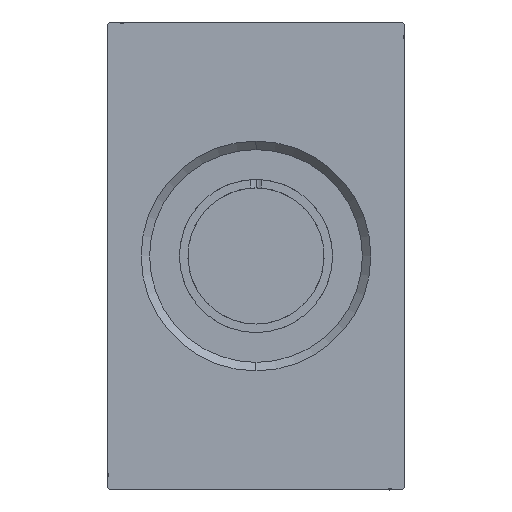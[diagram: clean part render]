
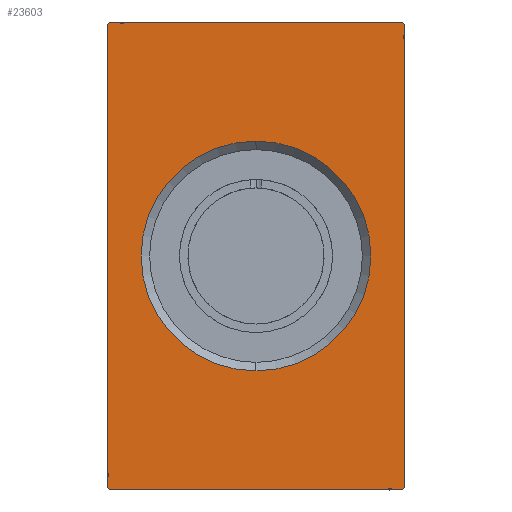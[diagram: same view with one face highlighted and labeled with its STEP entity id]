
A CAD part, left-side view. The second image highlights one B-rep face of the part: STEP entity #23603.
In plain terms, the highlighted planar face has unit normal (-1, 0, 0).
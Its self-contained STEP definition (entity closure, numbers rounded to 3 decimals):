
#1330 = LINE ( 'NONE', #26419, #40342 ) ;
#1732 = CARTESIAN_POINT ( 'NONE',  ( 0., -17.5, 27.2 ) ) ;
#2241 = DIRECTION ( 'NONE',  ( 0., 0., -1. ) ) ;
#2634 = VERTEX_POINT ( 'NONE', #1732 ) ;
#3013 = EDGE_LOOP ( 'NONE', ( #23029, #4305 ) ) ;
#3014 = VERTEX_POINT ( 'NONE', #7394 ) ;
#3075 = EDGE_CURVE ( 'NONE', #2634, #3014, #13092, .T. ) ;
#3305 = LINE ( 'NONE', #16053, #25900 ) ;
#4305 = ORIENTED_EDGE ( 'NONE', *, *, #33587, .T. ) ;
#4404 = EDGE_CURVE ( 'NONE', #14872, #16279, #8531, .T. ) ;
#5529 = CARTESIAN_POINT ( 'NONE',  ( 0., 17.2, -27.5 ) ) ;
#6047 = CARTESIAN_POINT ( 'NONE',  ( 0., 17.2, 27.5 ) ) ;
#6310 = CARTESIAN_POINT ( 'NONE',  ( 0., 17.5, 27.5 ) ) ;
#6616 = VERTEX_POINT ( 'NONE', #6047 ) ;
#6838 = VECTOR ( 'NONE', #40083, 1000. ) ;
#6898 = CIRCLE ( 'NONE', #10232, 13.5 ) ;
#7320 = VERTEX_POINT ( 'NONE', #14423 ) ;
#7394 = CARTESIAN_POINT ( 'NONE',  ( 0., -17.2, 27.5 ) ) ;
#7676 = ORIENTED_EDGE ( 'NONE', *, *, #12628, .F. ) ;
#8227 = DIRECTION ( 'NONE',  ( 0., 0., -1. ) ) ;
#8447 = DIRECTION ( 'NONE',  ( 1., 0., 0. ) ) ;
#8531 = LINE ( 'NONE', #11260, #6838 ) ;
#9036 = EDGE_CURVE ( 'NONE', #2634, #31270, #14382, .T. ) ;
#9762 = ORIENTED_EDGE ( 'NONE', *, *, #23472, .F. ) ;
#10232 = AXIS2_PLACEMENT_3D ( 'NONE', #11590, #8447, #24328 ) ;
#10313 = ORIENTED_EDGE ( 'NONE', *, *, #32101, .T. ) ;
#11260 = CARTESIAN_POINT ( 'NONE',  ( 0., 17.5, -27.5 ) ) ;
#11318 = LINE ( 'NONE', #30322, #31524 ) ;
#11590 = CARTESIAN_POINT ( 'NONE',  ( 0., 0., 0. ) ) ;
#12309 = CARTESIAN_POINT ( 'NONE',  ( 0., 17.5, 27.2 ) ) ;
#12372 = LINE ( 'NONE', #6310, #27767 ) ;
#12628 = EDGE_CURVE ( 'NONE', #6616, #3014, #12372, .T. ) ;
#13092 = LINE ( 'NONE', #13868, #20574 ) ;
#13427 = EDGE_CURVE ( 'NONE', #7320, #37308, #19086, .T. ) ;
#13526 = DIRECTION ( 'NONE',  ( 0., 0., -1. ) ) ;
#13868 = CARTESIAN_POINT ( 'NONE',  ( 0., -17.5, 27.2 ) ) ;
#14382 = LINE ( 'NONE', #39880, #37488 ) ;
#14423 = CARTESIAN_POINT ( 'NONE',  ( 0., 0., 13.5 ) ) ;
#14872 = VERTEX_POINT ( 'NONE', #39894 ) ;
#15228 = CARTESIAN_POINT ( 'NONE',  ( 0., -17.2, -27.5 ) ) ;
#15828 = PLANE ( 'NONE',  #25020 ) ;
#15856 = CARTESIAN_POINT ( 'NONE',  ( 0., 0., -13.5 ) ) ;
#16053 = CARTESIAN_POINT ( 'NONE',  ( 0., 17.2, 27.5 ) ) ;
#16279 = VERTEX_POINT ( 'NONE', #12309 ) ;
#19086 = CIRCLE ( 'NONE', #29115, 13.5 ) ;
#19377 = DIRECTION ( 'NONE',  ( 1., 0., 0. ) ) ;
#19949 = VERTEX_POINT ( 'NONE', #5529 ) ;
#20515 = VECTOR ( 'NONE', #37689, 1000. ) ;
#20574 = VECTOR ( 'NONE', #25840, 1000. ) ;
#22008 = CARTESIAN_POINT ( 'NONE',  ( 0., 17.5, -27.2 ) ) ;
#22251 = ORIENTED_EDGE ( 'NONE', *, *, #27041, .T. ) ;
#23029 = ORIENTED_EDGE ( 'NONE', *, *, #13427, .T. ) ;
#23135 = FACE_BOUND ( 'NONE', #3013, .T. ) ;
#23472 = EDGE_CURVE ( 'NONE', #33866, #19949, #1330, .T. ) ;
#23603 = ADVANCED_FACE ( 'NONE', ( #23135, #35483 ), #15828, .F. ) ;
#24328 = DIRECTION ( 'NONE',  ( 0., 0., -1. ) ) ;
#25020 = AXIS2_PLACEMENT_3D ( 'NONE', #25658, #19377, #13526 ) ;
#25234 = ORIENTED_EDGE ( 'NONE', *, *, #3075, .T. ) ;
#25658 = CARTESIAN_POINT ( 'NONE',  ( 0., 0., 0. ) ) ;
#25840 = DIRECTION ( 'NONE',  ( 0., 0.707, 0.707 ) ) ;
#25900 = VECTOR ( 'NONE', #41348, 1000. ) ;
#25921 = EDGE_CURVE ( 'NONE', #14872, #19949, #30806, .T. ) ;
#26419 = CARTESIAN_POINT ( 'NONE',  ( 0., -17.5, -27.5 ) ) ;
#27041 = EDGE_CURVE ( 'NONE', #6616, #16279, #3305, .T. ) ;
#27371 = ORIENTED_EDGE ( 'NONE', *, *, #9036, .F. ) ;
#27767 = VECTOR ( 'NONE', #31805, 1000. ) ;
#29115 = AXIS2_PLACEMENT_3D ( 'NONE', #30167, #34137, #8227 ) ;
#29370 = CARTESIAN_POINT ( 'NONE',  ( 0., -17.5, -27.2 ) ) ;
#30167 = CARTESIAN_POINT ( 'NONE',  ( 0., 0., 0. ) ) ;
#30322 = CARTESIAN_POINT ( 'NONE',  ( 0., -17.2, -27.5 ) ) ;
#30806 = LINE ( 'NONE', #22008, #20515 ) ;
#31270 = VERTEX_POINT ( 'NONE', #29370 ) ;
#31524 = VECTOR ( 'NONE', #33269, 1000. ) ;
#31805 = DIRECTION ( 'NONE',  ( 0., -1., 0. ) ) ;
#32101 = EDGE_CURVE ( 'NONE', #33866, #31270, #11318, .T. ) ;
#32497 = ORIENTED_EDGE ( 'NONE', *, *, #4404, .F. ) ;
#33269 = DIRECTION ( 'NONE',  ( 0., -0.707, 0.707 ) ) ;
#33587 = EDGE_CURVE ( 'NONE', #37308, #7320, #6898, .T. ) ;
#33866 = VERTEX_POINT ( 'NONE', #15228 ) ;
#33884 = EDGE_LOOP ( 'NONE', ( #7676, #22251, #32497, #38851, #9762, #10313, #27371, #25234 ) ) ;
#34137 = DIRECTION ( 'NONE',  ( 1., 0., 0. ) ) ;
#35483 = FACE_OUTER_BOUND ( 'NONE', #33884, .T. ) ;
#37308 = VERTEX_POINT ( 'NONE', #15856 ) ;
#37488 = VECTOR ( 'NONE', #2241, 1000. ) ;
#37689 = DIRECTION ( 'NONE',  ( 0., -0.707, -0.707 ) ) ;
#38851 = ORIENTED_EDGE ( 'NONE', *, *, #25921, .T. ) ;
#38961 = DIRECTION ( 'NONE',  ( 0., 1., 0. ) ) ;
#39880 = CARTESIAN_POINT ( 'NONE',  ( 0., -17.5, 27.5 ) ) ;
#39894 = CARTESIAN_POINT ( 'NONE',  ( 0., 17.5, -27.2 ) ) ;
#40083 = DIRECTION ( 'NONE',  ( 0., 0., 1. ) ) ;
#40342 = VECTOR ( 'NONE', #38961, 1000. ) ;
#41348 = DIRECTION ( 'NONE',  ( 0., 0.707, -0.707 ) ) ;
